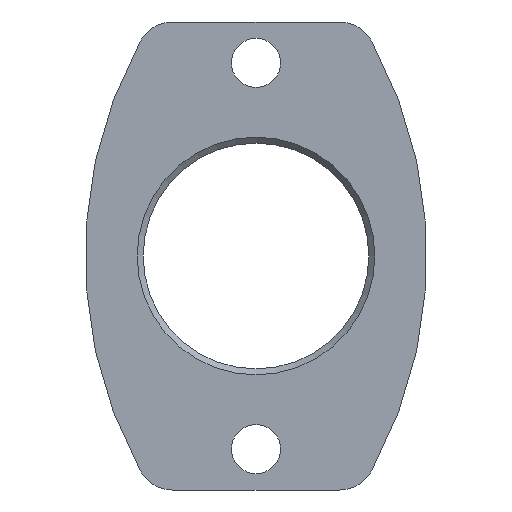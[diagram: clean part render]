
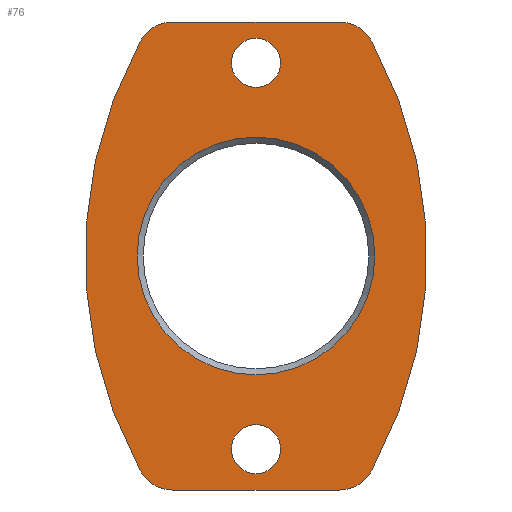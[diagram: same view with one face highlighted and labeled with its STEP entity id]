
A CAD part, left-side view. The second image highlights one B-rep face of the part: STEP entity #76.
In plain terms, the highlighted planar face has unit normal (-1, 0, 0).
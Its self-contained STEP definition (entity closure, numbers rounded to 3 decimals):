
#76 = ADVANCED_FACE( '', ( #97, #98, #99, #100 ), #101, .F. );
#97 = FACE_BOUND( '', #141, .T. );
#98 = FACE_BOUND( '', #142, .T. );
#99 = FACE_BOUND( '', #143, .T. );
#100 = FACE_OUTER_BOUND( '', #144, .T. );
#101 = PLANE( '', #145 );
#141 = EDGE_LOOP( '', ( #194 ) );
#142 = EDGE_LOOP( '', ( #195 ) );
#143 = EDGE_LOOP( '', ( #196 ) );
#144 = EDGE_LOOP( '', ( #197, #198, #199, #200, #201, #202, #203, #204 ) );
#145 = AXIS2_PLACEMENT_3D( '', #205, #206, #207 );
#194 = ORIENTED_EDGE( '', *, *, #305, .T. );
#195 = ORIENTED_EDGE( '', *, *, #306, .T. );
#196 = ORIENTED_EDGE( '', *, *, #307, .T. );
#197 = ORIENTED_EDGE( '', *, *, #308, .F. );
#198 = ORIENTED_EDGE( '', *, *, #309, .F. );
#199 = ORIENTED_EDGE( '', *, *, #310, .F. );
#200 = ORIENTED_EDGE( '', *, *, #311, .F. );
#201 = ORIENTED_EDGE( '', *, *, #312, .F. );
#202 = ORIENTED_EDGE( '', *, *, #313, .F. );
#203 = ORIENTED_EDGE( '', *, *, #314, .F. );
#204 = ORIENTED_EDGE( '', *, *, #315, .F. );
#205 = CARTESIAN_POINT( '', ( 0., -11.195, 26.5 ) );
#206 = DIRECTION( '', ( 1., 0., 0. ) );
#207 = DIRECTION( '', ( 0., 0., -1. ) );
#305 = EDGE_CURVE( '', #349, #349, #350, .T. );
#306 = EDGE_CURVE( '', #351, #351, #352, .T. );
#307 = EDGE_CURVE( '', #353, #353, #354, .T. );
#308 = EDGE_CURVE( '', #355, #356, #357, .T. );
#309 = EDGE_CURVE( '', #358, #355, #359, .T. );
#310 = EDGE_CURVE( '', #360, #358, #361, .T. );
#311 = EDGE_CURVE( '', #362, #360, #363, .T. );
#312 = EDGE_CURVE( '', #364, #362, #365, .T. );
#313 = EDGE_CURVE( '', #366, #364, #367, .T. );
#314 = EDGE_CURVE( '', #368, #366, #369, .T. );
#315 = EDGE_CURVE( '', #356, #368, #370, .T. );
#349 = VERTEX_POINT( '', #409 );
#350 = CIRCLE( '', #410, 16. );
#351 = VERTEX_POINT( '', #411 );
#352 = CIRCLE( '', #412, 3.3 );
#353 = VERTEX_POINT( '', #413 );
#354 = CIRCLE( '', #414, 3.3 );
#355 = VERTEX_POINT( '', #415 );
#356 = VERTEX_POINT( '', #416 );
#357 = LINE( '', #417, #418 );
#358 = VERTEX_POINT( '', #419 );
#359 = CIRCLE( '', #420, 5. );
#360 = VERTEX_POINT( '', #421 );
#361 = CIRCLE( '', #422, 60. );
#362 = VERTEX_POINT( '', #423 );
#363 = CIRCLE( '', #424, 5. );
#364 = VERTEX_POINT( '', #425 );
#365 = LINE( '', #426, #427 );
#366 = VERTEX_POINT( '', #428 );
#367 = CIRCLE( '', #429, 5. );
#368 = VERTEX_POINT( '', #430 );
#369 = CIRCLE( '', #431, 60. );
#370 = CIRCLE( '', #432, 5. );
#409 = CARTESIAN_POINT( '', ( 0., 0., -16. ) );
#410 = AXIS2_PLACEMENT_3D( '', #484, #485, #486 );
#411 = CARTESIAN_POINT( '', ( 0., 0., 22.7 ) );
#412 = AXIS2_PLACEMENT_3D( '', #487, #488, #489 );
#413 = CARTESIAN_POINT( '', ( 0., 0., -29.3 ) );
#414 = AXIS2_PLACEMENT_3D( '', #490, #491, #492 );
#415 = CARTESIAN_POINT( '', ( 0., 11.195, 31.5 ) );
#416 = CARTESIAN_POINT( '', ( 0., -11.195, 31.5 ) );
#417 = CARTESIAN_POINT( '', ( 0., 11.195, 31.5 ) );
#418 = VECTOR( '', #493, 1000. );
#419 = CARTESIAN_POINT( '', ( 0., 15.576, 28.909 ) );
#420 = AXIS2_PLACEMENT_3D( '', #494, #495, #496 );
#421 = CARTESIAN_POINT( '', ( 0., 15.576, -28.909 ) );
#422 = AXIS2_PLACEMENT_3D( '', #497, #498, #499 );
#423 = CARTESIAN_POINT( '', ( 0., 11.195, -31.5 ) );
#424 = AXIS2_PLACEMENT_3D( '', #500, #501, #502 );
#425 = CARTESIAN_POINT( '', ( 0., -11.195, -31.5 ) );
#426 = CARTESIAN_POINT( '', ( 0., -11.195, -31.5 ) );
#427 = VECTOR( '', #503, 1000. );
#428 = CARTESIAN_POINT( '', ( 0., -15.576, -28.909 ) );
#429 = AXIS2_PLACEMENT_3D( '', #504, #505, #506 );
#430 = CARTESIAN_POINT( '', ( 0., -15.576, 28.909 ) );
#431 = AXIS2_PLACEMENT_3D( '', #507, #508, #509 );
#432 = AXIS2_PLACEMENT_3D( '', #510, #511, #512 );
#484 = CARTESIAN_POINT( '', ( 0., 0., 0. ) );
#485 = DIRECTION( '', ( 1., 0., 0. ) );
#486 = DIRECTION( '', ( 0., 0., -1. ) );
#487 = CARTESIAN_POINT( '', ( 0., 0., 26. ) );
#488 = DIRECTION( '', ( 1., 0., 0. ) );
#489 = DIRECTION( '', ( 0., 0., -1. ) );
#490 = CARTESIAN_POINT( '', ( 0., 0., -26. ) );
#491 = DIRECTION( '', ( 1., 0., 0. ) );
#492 = DIRECTION( '', ( 0., 0., -1. ) );
#493 = DIRECTION( '', ( 0., -1., 0. ) );
#494 = CARTESIAN_POINT( '', ( 0., 11.195, 26.5 ) );
#495 = DIRECTION( '', ( 1., 0., 0. ) );
#496 = DIRECTION( '', ( 0., 0., -1. ) );
#497 = CARTESIAN_POINT( '', ( 0., -37., 0. ) );
#498 = DIRECTION( '', ( 1., 0., 0. ) );
#499 = DIRECTION( '', ( 0., 0., -1. ) );
#500 = CARTESIAN_POINT( '', ( 0., 11.195, -26.5 ) );
#501 = DIRECTION( '', ( 1., 0., 0. ) );
#502 = DIRECTION( '', ( 0., 0., -1. ) );
#503 = DIRECTION( '', ( 0., 1., 0. ) );
#504 = CARTESIAN_POINT( '', ( 0., -11.195, -26.5 ) );
#505 = DIRECTION( '', ( 1., 0., 0. ) );
#506 = DIRECTION( '', ( 0., 0., -1. ) );
#507 = CARTESIAN_POINT( '', ( 0., 37., 0. ) );
#508 = DIRECTION( '', ( 1., 0., 0. ) );
#509 = DIRECTION( '', ( 0., 0., -1. ) );
#510 = CARTESIAN_POINT( '', ( 0., -11.195, 26.5 ) );
#511 = DIRECTION( '', ( 1., 0., 0. ) );
#512 = DIRECTION( '', ( 0., 0., -1. ) );
